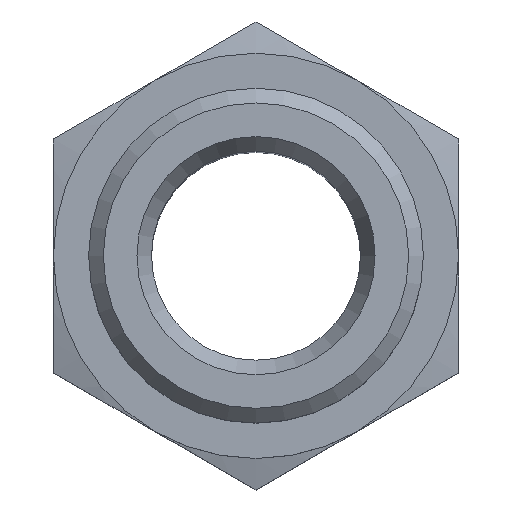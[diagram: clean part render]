
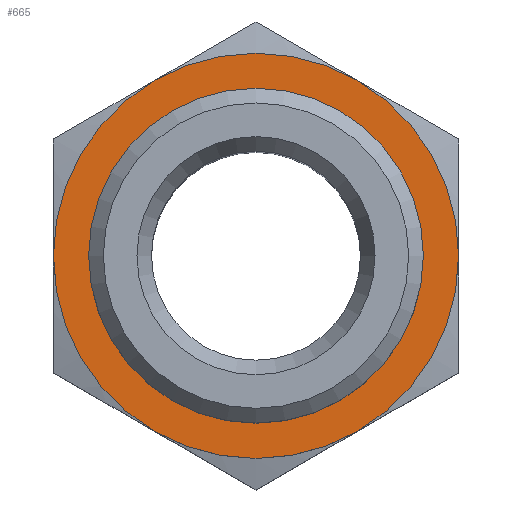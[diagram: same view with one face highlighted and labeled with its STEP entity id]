
A CAD part, top view. The second image highlights one B-rep face of the part: STEP entity #665.
In plain terms, the highlighted planar face has unit normal (0, 0, 1).
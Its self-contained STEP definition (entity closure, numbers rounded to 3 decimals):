
#39=PLANE('',#719);
#65=CIRCLE('',#718,13.221);
#66=CIRCLE('',#720,16.);
#118=ORIENTED_EDGE('',*,*,#228,.F.);
#119=ORIENTED_EDGE('',*,*,#227,.T.);
#227=EDGE_CURVE('',#271,#271,#65,.T.);
#228=EDGE_CURVE('',#272,#272,#66,.T.);
#271=VERTEX_POINT('',#1028);
#272=VERTEX_POINT('',#1031);
#324=EDGE_LOOP('',(#118));
#325=EDGE_LOOP('',(#119));
#372=FACE_BOUND('',#324,.T.);
#373=FACE_BOUND('',#325,.T.);
#665=ADVANCED_FACE('',(#372,#373),#39,.F.);
#718=AXIS2_PLACEMENT_3D('',#1027,#809,#810);
#719=AXIS2_PLACEMENT_3D('',#1029,#811,#812);
#720=AXIS2_PLACEMENT_3D('',#1030,#813,#814);
#809=DIRECTION('',(0.,0.,-1.));
#810=DIRECTION('',(-1.,0.,0.));
#811=DIRECTION('',(0.,0.,-1.));
#812=DIRECTION('',(-1.,0.,0.));
#813=DIRECTION('',(0.,0.,-1.));
#814=DIRECTION('',(-1.,0.,0.));
#1027=CARTESIAN_POINT('',(0.,0.,-10.));
#1028=CARTESIAN_POINT('',(-13.221,0.,-10.));
#1029=CARTESIAN_POINT('',(0.,13.221,-10.));
#1030=CARTESIAN_POINT('',(0.,0.,-10.));
#1031=CARTESIAN_POINT('',(-16.,0.,-10.));
